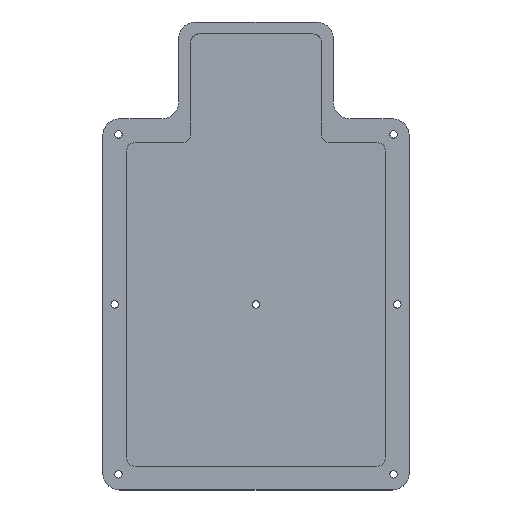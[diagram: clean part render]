
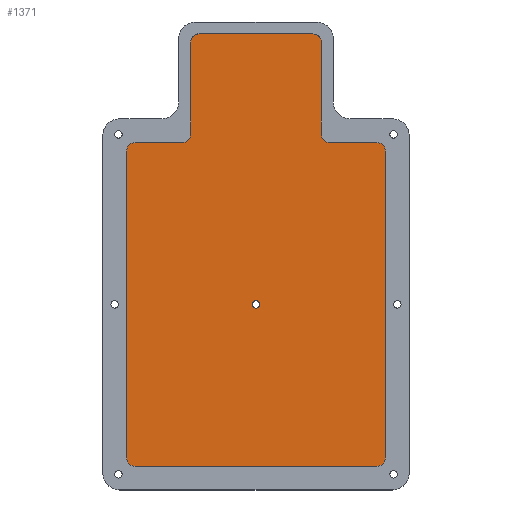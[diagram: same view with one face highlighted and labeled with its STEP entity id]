
A CAD part, top view. The second image highlights one B-rep face of the part: STEP entity #1371.
In plain terms, the highlighted planar face has unit normal (0, 0, 1).
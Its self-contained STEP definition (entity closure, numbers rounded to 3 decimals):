
#32=CARTESIAN_POINT('',(1.1,-14.25,-108.));
#33=VERTEX_POINT('',#32);
#42=CARTESIAN_POINT('',(0.,-14.25,-108.));
#43=DIRECTION('',(-0.,-0.,-1.));
#44=DIRECTION('',(1.,0.,-0.));
#45=AXIS2_PLACEMENT_3D('',#42,#43,#44);
#46=CIRCLE('',#45,1.1);
#47=EDGE_CURVE('',#33,#33,#46,.T.);
#566=CARTESIAN_POINT('',(21.75,33.375,-108.));
#567=VERTEX_POINT('',#566);
#574=CARTESIAN_POINT('',(35.6,33.375,-108.));
#575=VERTEX_POINT('',#574);
#576=CARTESIAN_POINT('',(35.6,33.375,-108.));
#577=DIRECTION('',(-1.,0.,0.));
#578=VECTOR('',#577,13.85);
#579=LINE('',#576,#578);
#580=EDGE_CURVE('',#575,#567,#579,.T.);
#1085=CARTESIAN_POINT('',(-21.75,33.375,-108.));
#1086=VERTEX_POINT('',#1085);
#1087=CARTESIAN_POINT('',(-35.6,33.375,-108.));
#1088=VERTEX_POINT('',#1087);
#1089=CARTESIAN_POINT('',(-21.75,33.375,-108.));
#1090=DIRECTION('',(-1.,0.,0.));
#1091=VECTOR('',#1090,13.85);
#1092=LINE('',#1089,#1091);
#1093=EDGE_CURVE('',#1086,#1088,#1092,.T.);
#1117=CARTESIAN_POINT('',(38.1,30.875,-108.));
#1118=VERTEX_POINT('',#1117);
#1125=CARTESIAN_POINT('',(38.1,-59.375,-108.));
#1126=VERTEX_POINT('',#1125);
#1127=CARTESIAN_POINT('',(38.1,30.875,-108.));
#1128=DIRECTION('',(0.,-1.,0.));
#1129=VECTOR('',#1128,90.25);
#1130=LINE('',#1127,#1129);
#1131=EDGE_CURVE('',#1118,#1126,#1130,.T.);
#1148=CARTESIAN_POINT('',(35.6,-61.875,-108.));
#1149=VERTEX_POINT('',#1148);
#1156=CARTESIAN_POINT('',(-35.6,-61.875,-108.));
#1157=VERTEX_POINT('',#1156);
#1158=CARTESIAN_POINT('',(-35.6,-61.875,-108.));
#1159=DIRECTION('',(1.,0.,-0.));
#1160=VECTOR('',#1159,71.2);
#1161=LINE('',#1158,#1160);
#1162=EDGE_CURVE('',#1157,#1149,#1161,.T.);
#1179=CARTESIAN_POINT('',(-38.1,-59.375,-108.));
#1180=VERTEX_POINT('',#1179);
#1187=CARTESIAN_POINT('',(-38.1,30.875,-108.));
#1188=VERTEX_POINT('',#1187);
#1189=CARTESIAN_POINT('',(-38.1,30.875,-108.));
#1190=DIRECTION('',(0.,-1.,0.));
#1191=VECTOR('',#1190,90.25);
#1192=LINE('',#1189,#1191);
#1193=EDGE_CURVE('',#1188,#1180,#1192,.T.);
#1204=CARTESIAN_POINT('',(-38.195,-62.133,-108.));
#1205=DIRECTION('',(0.,0.,1.));
#1206=DIRECTION('',(1.,0.,0.));
#1207=AXIS2_PLACEMENT_3D('',#1204,#1205,#1206);
#1208=PLANE('',#1207);
#1209=ORIENTED_EDGE('',*,*,#1131,.F.);
#1210=CARTESIAN_POINT('',(35.6,30.875,-108.));
#1211=DIRECTION('',(0.,0.,1.));
#1212=DIRECTION('',(1.,0.,-0.));
#1213=AXIS2_PLACEMENT_3D('',#1210,#1211,#1212);
#1214=CIRCLE('',#1213,2.5);
#1215=EDGE_CURVE('',#1118,#575,#1214,.T.);
#1216=ORIENTED_EDGE('',*,*,#1215,.T.);
#1217=ORIENTED_EDGE('',*,*,#580,.T.);
#1218=CARTESIAN_POINT('',(19.25,35.875,-108.));
#1219=VERTEX_POINT('',#1218);
#1220=CARTESIAN_POINT('',(21.75,35.875,-108.));
#1221=DIRECTION('',(-0.,-0.,-1.));
#1222=DIRECTION('',(1.,0.,-0.));
#1223=AXIS2_PLACEMENT_3D('',#1220,#1221,#1222);
#1224=CIRCLE('',#1223,2.5);
#1225=EDGE_CURVE('',#567,#1219,#1224,.T.);
#1226=ORIENTED_EDGE('',*,*,#1225,.T.);
#1227=CARTESIAN_POINT('',(19.25,62.875,-108.));
#1228=VERTEX_POINT('',#1227);
#1229=CARTESIAN_POINT('',(19.25,62.875,-108.));
#1230=DIRECTION('',(0.,-1.,0.));
#1231=VECTOR('',#1230,27.);
#1232=LINE('',#1229,#1231);
#1233=EDGE_CURVE('',#1228,#1219,#1232,.T.);
#1234=ORIENTED_EDGE('',*,*,#1233,.F.);
#1235=CARTESIAN_POINT('',(18.549,64.611,-108.));
#1236=VERTEX_POINT('',#1235);
#1237=CARTESIAN_POINT('',(18.549,64.611,-108.));
#1238=CARTESIAN_POINT('',(18.66,64.494,-108.));
#1239=CARTESIAN_POINT('',(18.76,64.369,-108.));
#1240=CARTESIAN_POINT('',(18.847,64.234,-108.));
#1241=CARTESIAN_POINT('',(18.934,64.099,-108.));
#1242=CARTESIAN_POINT('',(19.007,63.957,-108.));
#1243=CARTESIAN_POINT('',(19.066,63.81,-108.));
#1244=CARTESIAN_POINT('',(19.126,63.663,-108.));
#1245=CARTESIAN_POINT('',(19.172,63.509,-108.));
#1246=CARTESIAN_POINT('',(19.203,63.352,-108.));
#1247=CARTESIAN_POINT('',(19.234,63.195,-108.));
#1248=CARTESIAN_POINT('',(19.25,63.036,-108.));
#1249=CARTESIAN_POINT('',(19.25,62.875,-108.));
#1250=B_SPLINE_CURVE_WITH_KNOTS('',3,(#1237,#1238,#1239,#1240,#1241,#1242,#1243,#1244,#1245,#1246,#1247,#1248,#1249),.UNSPECIFIED.,.F.,.F.,(4,3,3,3,4),(0.,0.,0.001,0.001,0.002),.UNSPECIFIED.);
#1251=EDGE_CURVE('',#1236,#1228,#1250,.T.);
#1252=ORIENTED_EDGE('',*,*,#1251,.F.);
#1253=CARTESIAN_POINT('',(18.504,64.657,-108.));
#1254=VERTEX_POINT('',#1253);
#1255=CARTESIAN_POINT('',(17.461,63.579,-108.));
#1256=DIRECTION('',(0.,0.,1.));
#1257=DIRECTION('',(1.,0.,-0.));
#1258=AXIS2_PLACEMENT_3D('',#1255,#1256,#1257);
#1259=CIRCLE('',#1258,1.5);
#1260=EDGE_CURVE('',#1236,#1254,#1259,.T.);
#1261=ORIENTED_EDGE('',*,*,#1260,.T.);
#1262=CARTESIAN_POINT('',(16.75,65.375,-108.));
#1263=VERTEX_POINT('',#1262);
#1264=CARTESIAN_POINT('',(16.75,65.375,-108.));
#1265=CARTESIAN_POINT('',(17.076,65.375,-108.));
#1266=CARTESIAN_POINT('',(17.399,65.308,-108.));
#1267=CARTESIAN_POINT('',(17.696,65.187,-108.));
#1268=CARTESIAN_POINT('',(17.845,65.126,-108.));
#1269=CARTESIAN_POINT('',(17.99,65.05,-108.));
#1270=CARTESIAN_POINT('',(18.125,64.961,-108.));
#1271=CARTESIAN_POINT('',(18.261,64.872,-108.));
#1272=CARTESIAN_POINT('',(18.387,64.77,-108.));
#1273=CARTESIAN_POINT('',(18.504,64.657,-108.));
#1274=B_SPLINE_CURVE_WITH_KNOTS('',3,(#1264,#1265,#1266,#1267,#1268,#1269,#1270,#1271,#1272,#1273),.UNSPECIFIED.,.F.,.F.,(4,3,3,4),(0.,0.001,0.001,0.002),.UNSPECIFIED.);
#1275=EDGE_CURVE('',#1263,#1254,#1274,.T.);
#1276=ORIENTED_EDGE('',*,*,#1275,.F.);
#1277=CARTESIAN_POINT('',(-16.75,65.375,-108.));
#1278=VERTEX_POINT('',#1277);
#1279=CARTESIAN_POINT('',(-16.75,65.375,-108.));
#1280=DIRECTION('',(1.,0.,-0.));
#1281=VECTOR('',#1280,33.5);
#1282=LINE('',#1279,#1281);
#1283=EDGE_CURVE('',#1278,#1263,#1282,.T.);
#1284=ORIENTED_EDGE('',*,*,#1283,.F.);
#1285=CARTESIAN_POINT('',(-18.486,64.674,-108.));
#1286=VERTEX_POINT('',#1285);
#1287=CARTESIAN_POINT('',(-18.486,64.674,-108.));
#1288=CARTESIAN_POINT('',(-18.369,64.785,-108.));
#1289=CARTESIAN_POINT('',(-18.244,64.885,-108.));
#1290=CARTESIAN_POINT('',(-18.109,64.972,-108.));
#1291=CARTESIAN_POINT('',(-17.974,65.059,-108.));
#1292=CARTESIAN_POINT('',(-17.833,65.132,-108.));
#1293=CARTESIAN_POINT('',(-17.686,65.191,-108.));
#1294=CARTESIAN_POINT('',(-17.538,65.251,-108.));
#1295=CARTESIAN_POINT('',(-17.384,65.297,-108.));
#1296=CARTESIAN_POINT('',(-17.227,65.328,-108.));
#1297=CARTESIAN_POINT('',(-17.07,65.359,-108.));
#1298=CARTESIAN_POINT('',(-16.911,65.375,-108.));
#1299=CARTESIAN_POINT('',(-16.75,65.375,-108.));
#1300=B_SPLINE_CURVE_WITH_KNOTS('',3,(#1287,#1288,#1289,#1290,#1291,#1292,#1293,#1294,#1295,#1296,#1297,#1298,#1299),.UNSPECIFIED.,.F.,.F.,(4,3,3,3,4),(0.,0.,0.001,0.001,0.002),.UNSPECIFIED.);
#1301=EDGE_CURVE('',#1286,#1278,#1300,.T.);
#1302=ORIENTED_EDGE('',*,*,#1301,.F.);
#1303=CARTESIAN_POINT('',(-18.532,64.629,-108.));
#1304=VERTEX_POINT('',#1303);
#1305=CARTESIAN_POINT('',(-17.454,63.586,-108.));
#1306=DIRECTION('',(0.,0.,1.));
#1307=DIRECTION('',(1.,0.,-0.));
#1308=AXIS2_PLACEMENT_3D('',#1305,#1306,#1307);
#1309=CIRCLE('',#1308,1.5);
#1310=EDGE_CURVE('',#1286,#1304,#1309,.T.);
#1311=ORIENTED_EDGE('',*,*,#1310,.T.);
#1312=CARTESIAN_POINT('',(-19.25,62.875,-108.));
#1313=VERTEX_POINT('',#1312);
#1314=CARTESIAN_POINT('',(-19.25,62.875,-108.));
#1315=CARTESIAN_POINT('',(-19.25,63.201,-108.));
#1316=CARTESIAN_POINT('',(-19.183,63.524,-108.));
#1317=CARTESIAN_POINT('',(-19.062,63.821,-108.));
#1318=CARTESIAN_POINT('',(-19.001,63.97,-108.));
#1319=CARTESIAN_POINT('',(-18.925,64.115,-108.));
#1320=CARTESIAN_POINT('',(-18.836,64.25,-108.));
#1321=CARTESIAN_POINT('',(-18.747,64.386,-108.));
#1322=CARTESIAN_POINT('',(-18.645,64.511,-108.));
#1323=CARTESIAN_POINT('',(-18.532,64.629,-108.));
#1324=B_SPLINE_CURVE_WITH_KNOTS('',3,(#1314,#1315,#1316,#1317,#1318,#1319,#1320,#1321,#1322,#1323),.UNSPECIFIED.,.F.,.F.,(4,3,3,4),(0.,0.001,0.001,0.002),.UNSPECIFIED.);
#1325=EDGE_CURVE('',#1313,#1304,#1324,.T.);
#1326=ORIENTED_EDGE('',*,*,#1325,.F.);
#1327=CARTESIAN_POINT('',(-19.25,35.875,-108.));
#1328=VERTEX_POINT('',#1327);
#1329=CARTESIAN_POINT('',(-19.25,35.875,-108.));
#1330=DIRECTION('',(0.,1.,0.));
#1331=VECTOR('',#1330,27.);
#1332=LINE('',#1329,#1331);
#1333=EDGE_CURVE('',#1328,#1313,#1332,.T.);
#1334=ORIENTED_EDGE('',*,*,#1333,.F.);
#1335=CARTESIAN_POINT('',(-21.75,35.875,-108.));
#1336=DIRECTION('',(-0.,-0.,-1.));
#1337=DIRECTION('',(1.,0.,-0.));
#1338=AXIS2_PLACEMENT_3D('',#1335,#1336,#1337);
#1339=CIRCLE('',#1338,2.5);
#1340=EDGE_CURVE('',#1328,#1086,#1339,.T.);
#1341=ORIENTED_EDGE('',*,*,#1340,.T.);
#1342=ORIENTED_EDGE('',*,*,#1093,.T.);
#1343=CARTESIAN_POINT('',(-35.6,30.875,-108.));
#1344=DIRECTION('',(0.,0.,1.));
#1345=DIRECTION('',(1.,0.,-0.));
#1346=AXIS2_PLACEMENT_3D('',#1343,#1344,#1345);
#1347=CIRCLE('',#1346,2.5);
#1348=EDGE_CURVE('',#1088,#1188,#1347,.T.);
#1349=ORIENTED_EDGE('',*,*,#1348,.T.);
#1350=ORIENTED_EDGE('',*,*,#1193,.T.);
#1351=CARTESIAN_POINT('',(-35.6,-59.375,-108.));
#1352=DIRECTION('',(0.,0.,1.));
#1353=DIRECTION('',(1.,0.,-0.));
#1354=AXIS2_PLACEMENT_3D('',#1351,#1352,#1353);
#1355=CIRCLE('',#1354,2.5);
#1356=EDGE_CURVE('',#1180,#1157,#1355,.T.);
#1357=ORIENTED_EDGE('',*,*,#1356,.T.);
#1358=ORIENTED_EDGE('',*,*,#1162,.T.);
#1359=CARTESIAN_POINT('',(35.6,-59.375,-108.));
#1360=DIRECTION('',(0.,0.,1.));
#1361=DIRECTION('',(1.,0.,-0.));
#1362=AXIS2_PLACEMENT_3D('',#1359,#1360,#1361);
#1363=CIRCLE('',#1362,2.5);
#1364=EDGE_CURVE('',#1149,#1126,#1363,.T.);
#1365=ORIENTED_EDGE('',*,*,#1364,.T.);
#1366=EDGE_LOOP('',(#1209,#1216,#1217,#1226,#1234,#1252,#1261,#1276,#1284,#1302,#1311,#1326,#1334,#1341,#1342,#1349,#1350,#1357,#1358,#1365));
#1367=FACE_BOUND('',#1366,.T.);
#1368=ORIENTED_EDGE('',*,*,#47,.T.);
#1369=EDGE_LOOP('',(#1368));
#1370=FACE_BOUND('',#1369,.T.);
#1371=ADVANCED_FACE('',(#1367,#1370),#1208,.T.);
